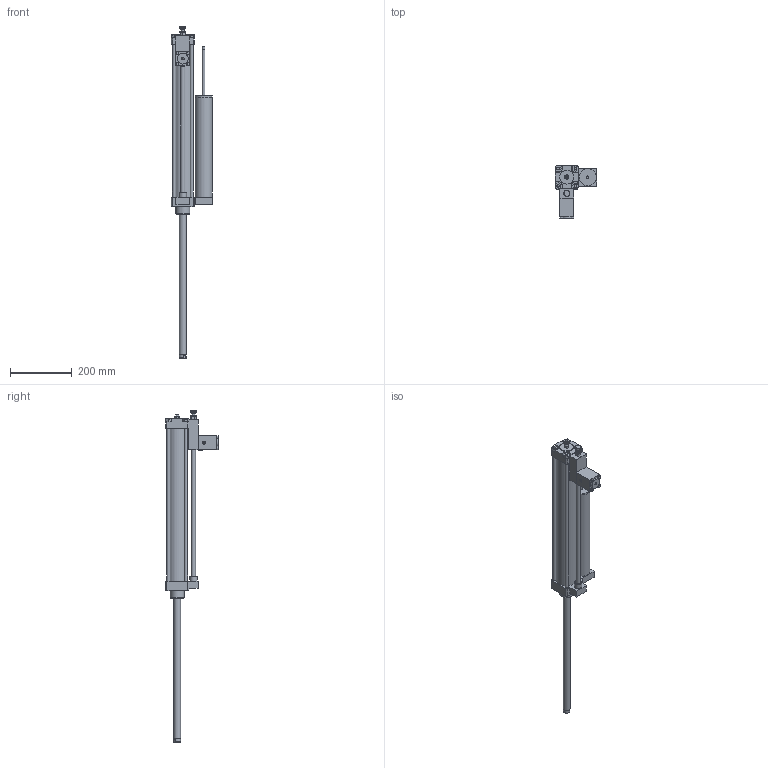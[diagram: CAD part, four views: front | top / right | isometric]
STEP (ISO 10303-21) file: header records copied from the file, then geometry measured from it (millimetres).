
FILE_DESCRIPTION((''),'2;1');
FILE_NAME('1400_63_0450_02_05.iam.stp','2009-04-23T12:09:10',(''),(''),'Autodesk Inventor 2009','Autodesk Inventor 2009','');
FILE_SCHEMA(('AUTOMOTIVE_DESIGN { 1 0 10303 214 1 1 1 1 }'));
Length unit declared in the file: millimetre
Products named in the file (6): 1400_63_0450_02_05; 1400630450S; REGOLATORE 63; STELO 63 C450; BASE SKIP STOP 63; VAL ST NA 63
Assembly tree (5 placements, depth 2):
  1400_63_0450_02_05
    1400630450S
    REGOLATORE 63
    STELO 63 C450
    BASE SKIP STOP 63
    VAL ST NA 63
Bounding box: 135.56 x 172.06 x 1074.5 mm (x, y, z)
Volume: 3739267.4 mm3; surface area: 380697.5 mm2
Topology: 5 solids, 5 shells, 227 faces, 523 edges, 338 vertices
Faces by surface type: plane 135, cylinder 41, bspline 32, cone 19
Full cylindrical faces by diameter (mm): 2 x2, 8 x2, 9 x1, 10 x9, 14 x2, 16 x1, 20 x2, 21.7 x1, 22 x2, 24 x1, 35 x1, 45 x2, 54.9 x1, 55 x1, 68 x1
Entity records: 6703 total; most frequent: CARTESIAN_POINT 1481, DIRECTION 978, ORIENTED_EDGE 910, EDGE_CURVE 455, AXIS2_PLACEMENT_3D 353, VERTEX_POINT 327, EDGE_LOOP 324, VECTOR 272
